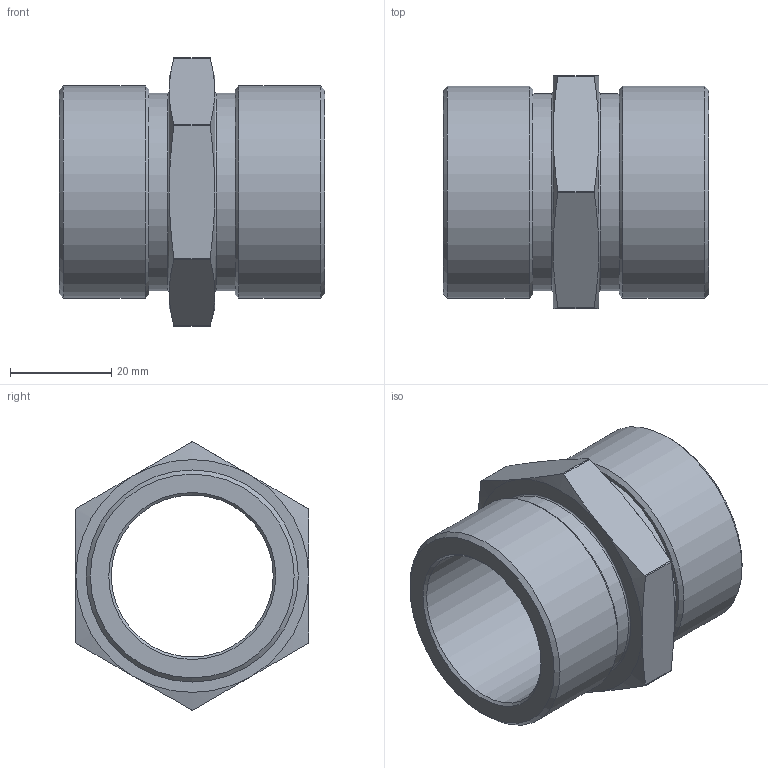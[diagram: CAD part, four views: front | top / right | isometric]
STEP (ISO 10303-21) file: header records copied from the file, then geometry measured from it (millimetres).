
FILE_DESCRIPTION (( 'STEP AP214' ), '1' );
FILE_NAME ('heco DN-114-6KZ-I.STEP', '2016-01-19T08:26:58', ( 'test' ), ( '' ), 'SwSTEP 2.0', 'SolidWorks 2011', '' );
FILE_SCHEMA (( 'AUTOMOTIVE_DESIGN' ));
Length unit declared in the file: millimetre
Products named in the file (1): heco DN-114-6KZ-I
Bounding box: 52.5 x 46.1 x 53.02 mm (x, y, z)
Volume: 32523.6 mm3; surface area: 14747 mm2
Topology: 1 solids, 1 shells, 207 faces, 525 edges, 345 vertices
Faces by surface type: plane 125, bspline 51, cone 18, cylinder 11, torus 2
Full cylindrical faces by diameter (mm): 32 x1, 39 x2, 41.91 x2
Entity records: 10908 total; most frequent: CARTESIAN_POINT 4102, ORIENTED_EDGE 1014, DIRECTION 713, EDGE_CURVE 507, VERTEX_POINT 340, LINE 339, VECTOR 339, EDGE_LOOP 247
